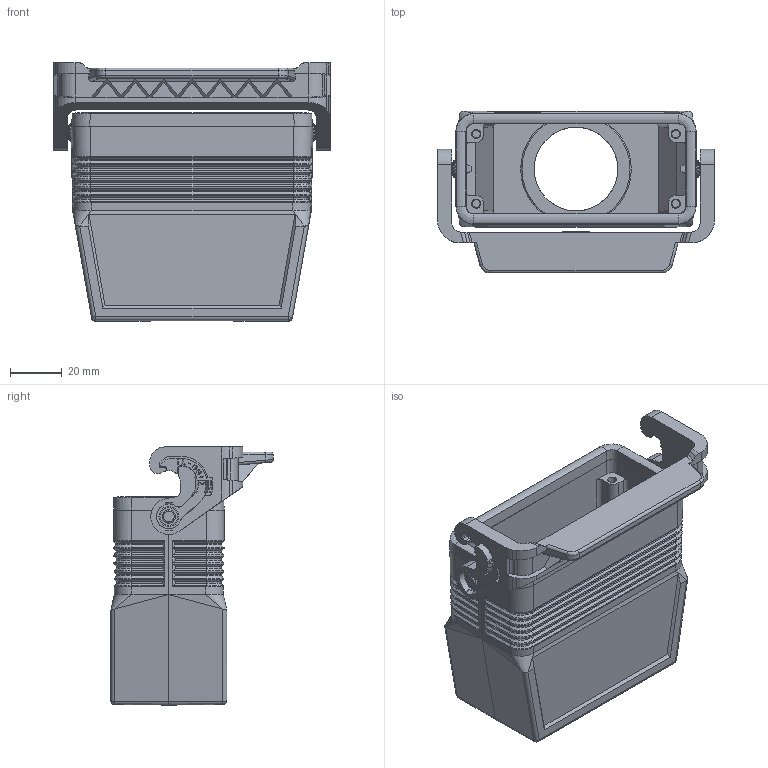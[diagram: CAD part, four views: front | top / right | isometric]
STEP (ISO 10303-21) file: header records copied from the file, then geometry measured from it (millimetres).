
FILE_DESCRIPTION(('Creo Elements/Direct Modeling STEP Export'),'2;1');
FILE_NAME('37jbk2e5pl5u5ju4548','2023-03-10T11:56:44',(''),(''),'Creo Elements/Direct Modeling STEP processor for AP214 (Solid Model)','Creo Elements/Direct Modeling 20.1B 02-Apr-2019 (C) Parametric Technology GmbH','');
FILE_SCHEMA(('AUTOMOTIVE_DESIGN { 1 0 10303 214 1 1 1 1 }'));
Products named in the file (3): MLFV 16 LG40; MLFV 16 LG32
Assembly tree (2 placements, depth 3):
  MLFV 16 LG32
    MLFV 16 LG40
      MLFV 16 LG40
Bounding box: 107.5 x 63 x 100.25 mm (x, y, z)
Volume: 109445.3 mm3; surface area: 58591.6 mm2
Topology: 1 solids, 1 shells, 1349 faces, 3495 edges, 2192 vertices
Faces by surface type: plane 783, cylinder 366, torus 92, cone 70, bspline 34, sphere 4
Entity records: 55836 total; most frequent: CARTESIAN_POINT 12589, ORIENTED_EDGE 6974, DIRECTION 6546, EDGE_CURVE 3487, VECTOR 2380, LINE 2380, VERTEX_POINT 2192, AXIS2_PLACEMENT_3D 2083
